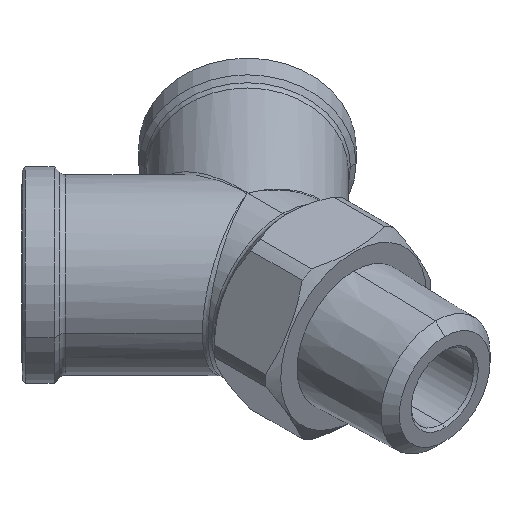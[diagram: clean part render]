
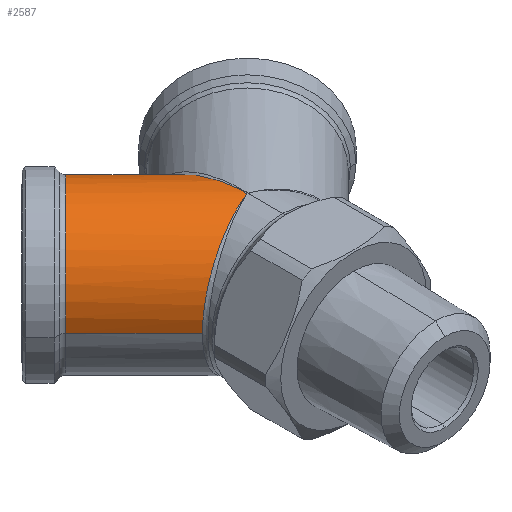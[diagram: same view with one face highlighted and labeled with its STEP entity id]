
A CAD part, isometric view. The second image highlights one B-rep face of the part: STEP entity #2587.
In plain terms, the highlighted cylindrical face has radius 6.25 mm (diameter 12.5 mm), a partial arc.
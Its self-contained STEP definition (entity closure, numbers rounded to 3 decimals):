
#6 = VERTEX_POINT ( 'NONE', #811 ) ;
#158 = EDGE_CURVE ( 'NONE', #2746, #159, #1075, .T. ) ;
#159 = VERTEX_POINT ( 'NONE', #1071 ) ;
#424 = VERTEX_POINT ( 'NONE', #1489 ) ;
#437 = EDGE_CURVE ( 'NONE', #424, #6, #1508, .T. ) ;
#441 = VERTEX_POINT ( 'NONE', #1509 ) ;
#452 = EDGE_CURVE ( 'NONE', #441, #424, #1553, .T. ) ;
#686 = VERTEX_POINT ( 'NONE', #1669 ) ;
#811 = CARTESIAN_POINT ( 'NONE',  ( 0., 17.327, 6.25 ) ) ;
#1071 = CARTESIAN_POINT ( 'NONE',  ( -0.354, 26.519, 0. ) ) ;
#1072 = DIRECTION ( 'NONE',  ( 0.707, -0.707, 0. ) ) ;
#1073 = VECTOR ( 'NONE', #1072, 1000. ) ;
#1074 = CARTESIAN_POINT ( 'NONE',  ( 4.49, 21.676, 0. ) ) ;
#1075 = LINE ( 'NONE', #1074, #1073 ) ;
#1489 = CARTESIAN_POINT ( 'NONE',  ( -0.072, 17.5, 6.25 ) ) ;
#1508 =( BOUNDED_CURVE ( )  B_SPLINE_CURVE ( 3, ( #1544, #1543, #1542, #1541 ),
 .UNSPECIFIED., .F., .F. ) 
 B_SPLINE_CURVE_WITH_KNOTS ( ( 4, 4 ),
 ( 4.701, 4.712 ),
 .UNSPECIFIED. ) 
 CURVE ( )  GEOMETRIC_REPRESENTATION_ITEM ( )  RATIONAL_B_SPLINE_CURVE ( ( 1., 1., 1., 1. ) ) 
 REPRESENTATION_ITEM ( '' )  );
#1509 = CARTESIAN_POINT ( 'NONE',  ( -0.007, 17.5, 6.249 ) ) ;
#1541 = CARTESIAN_POINT ( 'NONE',  ( 0., 17.327, 6.25 ) ) ;
#1542 = CARTESIAN_POINT ( 'NONE',  ( -0.024, 17.385, 6.25 ) ) ;
#1543 = CARTESIAN_POINT ( 'NONE',  ( -0.048, 17.442, 6.25 ) ) ;
#1544 = CARTESIAN_POINT ( 'NONE',  ( -0.072, 17.5, 6.25 ) ) ;
#1548 = CARTESIAN_POINT ( 'NONE',  ( -0.072, 17.5, 6.25 ) ) ;
#1549 = CARTESIAN_POINT ( 'NONE',  ( -0.05, 17.5, 6.249 ) ) ;
#1550 = CARTESIAN_POINT ( 'NONE',  ( -0.028, 17.5, 6.249 ) ) ;
#1551 = CARTESIAN_POINT ( 'NONE',  ( -0.007, 17.5, 6.249 ) ) ;
#1553 =( BOUNDED_CURVE ( )  B_SPLINE_CURVE ( 3, ( #1551, #1550, #1549, #1548 ),
 .UNSPECIFIED., .F., .F. ) 
 B_SPLINE_CURVE_WITH_KNOTS ( ( 4, 4 ),
 ( 1.552, 1.559 ),
 .UNSPECIFIED. ) 
 CURVE ( )  GEOMETRIC_REPRESENTATION_ITEM ( )  RATIONAL_B_SPLINE_CURVE ( ( 1., 1., 1., 1. ) ) 
 REPRESENTATION_ITEM ( '' )  );
#1669 = CARTESIAN_POINT ( 'NONE',  ( -12.405, 20.893, 0. ) ) ;
#1959 = FACE_OUTER_BOUND ( 'NONE', #2592, .T. ) ;
#1995 = DIRECTION ( 'NONE',  ( -0.707, -0.707, 0. ) ) ;
#1996 = DIRECTION ( 'NONE',  ( 0.707, -0.707, 0. ) ) ;
#1997 = CARTESIAN_POINT ( 'NONE',  ( -7.986, 25.313, 0. ) ) ;
#1998 = AXIS2_PLACEMENT_3D ( 'NONE', #1997, #1996, #1995 ) ;
#1999 = CIRCLE ( 'NONE', #1998, 6.25 ) ;
#2000 = CARTESIAN_POINT ( 'NONE',  ( -0.102, 17.288, 6.25 ) ) ;
#2001 = CARTESIAN_POINT ( 'NONE',  ( -3.801, 15.876, 6.192 ) ) ;
#2002 = CARTESIAN_POINT ( 'NONE',  ( -6.396, 14.885, 3.615 ) ) ;
#2003 = CARTESIAN_POINT ( 'NONE',  ( -6.396, 14.885, 0. ) ) ;
#2004 =( BOUNDED_CURVE ( )  B_SPLINE_CURVE ( 3, ( #2003, #2002, #2001, #2000 ),
 .UNSPECIFIED., .F., .T. ) 
 B_SPLINE_CURVE_WITH_KNOTS ( ( 4, 4 ),
 ( 0., 1.555 ),
 .UNSPECIFIED. ) 
 CURVE ( )  GEOMETRIC_REPRESENTATION_ITEM ( )  RATIONAL_B_SPLINE_CURVE ( ( 1., 0.808, 0.808, 1. ) ) 
 REPRESENTATION_ITEM ( '' )  );
#2005 = DIRECTION ( 'NONE',  ( -0.707, -0.707, 0. ) ) ;
#2006 = DIRECTION ( 'NONE',  ( 0.707, -0.707, 0. ) ) ;
#2007 = CARTESIAN_POINT ( 'NONE',  ( 0.07, 17.257, 0. ) ) ;
#2008 = AXIS2_PLACEMENT_3D ( 'NONE', #2007, #2006, #2005 ) ;
#2009 = CYLINDRICAL_SURFACE ( 'NONE', #2008, 6.25 ) ;
#2010 = CARTESIAN_POINT ( 'NONE',  ( -0.354, 26.519, 0. ) ) ;
#2011 = CARTESIAN_POINT ( 'NONE',  ( -0.354, 26.519, 3.607 ) ) ;
#2012 = CARTESIAN_POINT ( 'NONE',  ( -0.211, 22.804, 6.181 ) ) ;
#2013 = CARTESIAN_POINT ( 'NONE',  ( -0.007, 17.5, 6.249 ) ) ;
#2015 =( BOUNDED_CURVE ( )  B_SPLINE_CURVE ( 3, ( #2013, #2012, #2011, #2010 ),
 .UNSPECIFIED., .F., .T. ) 
 B_SPLINE_CURVE_WITH_KNOTS ( ( 4, 4 ),
 ( 1.59, 3.142 ),
 .UNSPECIFIED. ) 
 CURVE ( )  GEOMETRIC_REPRESENTATION_ITEM ( )  RATIONAL_B_SPLINE_CURVE ( ( 1., 0.809, 0.809, 1. ) ) 
 REPRESENTATION_ITEM ( '' )  );
#2281 = DIRECTION ( 'NONE',  ( 0.707, -0.707, 0. ) ) ;
#2282 = VECTOR ( 'NONE', #2281, 1000. ) ;
#2283 = CARTESIAN_POINT ( 'NONE',  ( -4.349, 12.837, 0. ) ) ;
#2289 = LINE ( 'NONE', #2283, #2282 ) ;
#2290 = CARTESIAN_POINT ( 'NONE',  ( -6.396, 14.885, 0. ) ) ;
#2318 = CARTESIAN_POINT ( 'NONE',  ( -3.566, 29.732, 0. ) ) ;
#2400 = CARTESIAN_POINT ( 'NONE',  ( -0.14, 17.327, 6.249 ) ) ;
#2401 = B_SPLINE_CURVE_WITH_KNOTS ( 'NONE', 3,
 ( #2435, #2434, #2433, #2432 ),
 .UNSPECIFIED., .F., .F.,
 ( 4, 4 ),
 ( 0.057, 1. ),
 .UNSPECIFIED. ) ;
#2402 = CARTESIAN_POINT ( 'NONE',  ( -0.102, 17.288, 6.25 ) ) ;
#2413 = CARTESIAN_POINT ( 'NONE',  ( -0.14, 17.327, 6.249 ) ) ;
#2414 =( BOUNDED_CURVE ( )  B_SPLINE_CURVE ( 3, ( #2413, #2452, #2451, #2450 ),
 .UNSPECIFIED., .F., .T. ) 
 B_SPLINE_CURVE_WITH_KNOTS ( ( 4, 4 ),
 ( 1.555, 1.571 ),
 .UNSPECIFIED. ) 
 CURVE ( )  GEOMETRIC_REPRESENTATION_ITEM ( )  RATIONAL_B_SPLINE_CURVE ( ( 1., 1., 1., 1. ) ) 
 REPRESENTATION_ITEM ( '' )  );
#2432 = CARTESIAN_POINT ( 'NONE',  ( -0.14, 17.327, 6.249 ) ) ;
#2433 = CARTESIAN_POINT ( 'NONE',  ( -0.127, 17.314, 6.249 ) ) ;
#2434 = CARTESIAN_POINT ( 'NONE',  ( -0.115, 17.301, 6.249 ) ) ;
#2435 = CARTESIAN_POINT ( 'NONE',  ( -0.102, 17.288, 6.25 ) ) ;
#2450 = CARTESIAN_POINT ( 'NONE',  ( 0., 17.327, 6.25 ) ) ;
#2451 = CARTESIAN_POINT ( 'NONE',  ( -0.047, 17.327, 6.25 ) ) ;
#2452 = CARTESIAN_POINT ( 'NONE',  ( -0.094, 17.327, 6.25 ) ) ;
#2583 = ORIENTED_EDGE ( 'NONE', *, *, #2814, .T. ) ;
#2584 = ORIENTED_EDGE ( 'NONE', *, *, #2827, .T. ) ;
#2585 = ORIENTED_EDGE ( 'NONE', *, *, #437, .F. ) ;
#2586 = ORIENTED_EDGE ( 'NONE', *, *, #452, .F. ) ;
#2587 = ADVANCED_FACE ( 'NONE', ( #1959 ), #2009, .T. ) ;
#2588 = ORIENTED_EDGE ( 'NONE', *, *, #2596, .T. ) ;
#2589 = EDGE_CURVE ( 'NONE', #2738, #2818, #2004, .T. ) ;
#2590 = ORIENTED_EDGE ( 'NONE', *, *, #2740, .T. ) ;
#2591 = ORIENTED_EDGE ( 'NONE', *, *, #2589, .T. ) ;
#2592 = EDGE_LOOP ( 'NONE', ( #2593, #2588, #2590, #2591, #2583, #2584, #2585, #2586, #2607 ) ) ;
#2593 = ORIENTED_EDGE ( 'NONE', *, *, #158, .F. ) ;
#2596 = EDGE_CURVE ( 'NONE', #2746, #686, #1999, .T. ) ;
#2607 = ORIENTED_EDGE ( 'NONE', *, *, #2608, .T. ) ;
#2608 = EDGE_CURVE ( 'NONE', #441, #159, #2015, .T. ) ;
#2738 = VERTEX_POINT ( 'NONE', #2290 ) ;
#2740 = EDGE_CURVE ( 'NONE', #686, #2738, #2289, .T. ) ;
#2746 = VERTEX_POINT ( 'NONE', #2318 ) ;
#2814 = EDGE_CURVE ( 'NONE', #2818, #2816, #2401, .T. ) ;
#2816 = VERTEX_POINT ( 'NONE', #2400 ) ;
#2818 = VERTEX_POINT ( 'NONE', #2402 ) ;
#2827 = EDGE_CURVE ( 'NONE', #2816, #6, #2414, .T. ) ;
